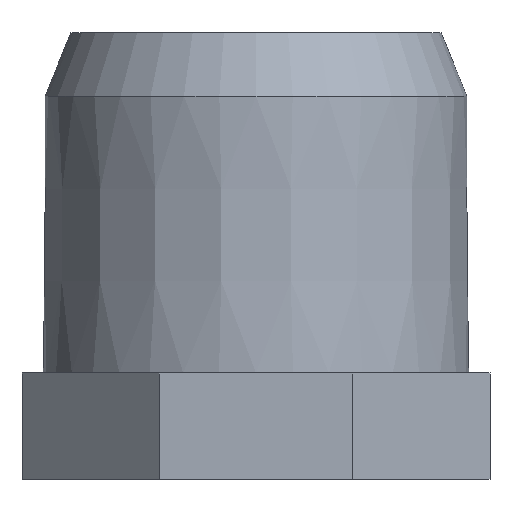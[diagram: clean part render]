
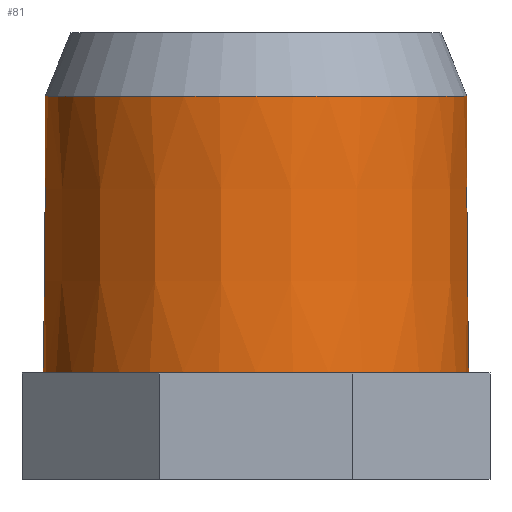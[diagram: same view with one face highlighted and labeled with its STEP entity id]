
A CAD part, left-side view. The second image highlights one B-rep face of the part: STEP entity #81.
In plain terms, the highlighted conical face has half-angle 0.358 degrees and reference radius 9.9 mm.
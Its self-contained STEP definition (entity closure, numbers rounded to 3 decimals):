
#45=CONICAL_SURFACE('',#387,9.9,0.358);
#81=ADVANCED_FACE('',(#161,#162),#45,.T.);
#161=FACE_BOUND('',#183,.T.);
#162=FACE_BOUND('',#184,.T.);
#183=EDGE_LOOP('',(#244));
#184=EDGE_LOOP('',(#245));
#244=ORIENTED_EDGE('',*,*,#337,.F.);
#245=ORIENTED_EDGE('',*,*,#342,.F.);
#304=VERTEX_POINT('',#794);
#307=VERTEX_POINT('',#805);
#337=EDGE_CURVE('',#304,#304,#363,.T.);
#342=EDGE_CURVE('',#307,#307,#364,.T.);
#363=CIRCLE('',#381,9.919);
#364=CIRCLE('',#385,10.);
#381=AXIS2_PLACEMENT_3D('',#793,#440,#441);
#385=AXIS2_PLACEMENT_3D('',#804,#452,#453);
#387=AXIS2_PLACEMENT_3D('',#812,#459,#460);
#440=DIRECTION('',(0.,0.,1.));
#441=DIRECTION('',(1.,0.,0.));
#452=DIRECTION('',(0.,0.,-1.));
#453=DIRECTION('',(1.,0.,0.));
#459=DIRECTION('',(0.,0.,-1.));
#460=DIRECTION('',(-1.,0.,0.));
#793=CARTESIAN_POINT('',(-68.,0.,21.004));
#794=CARTESIAN_POINT('',(-58.081,0.,21.004));
#804=CARTESIAN_POINT('',(-68.,0.,8.));
#805=CARTESIAN_POINT('',(-58.,0.,8.));
#812=CARTESIAN_POINT('',(-68.,0.,24.));
